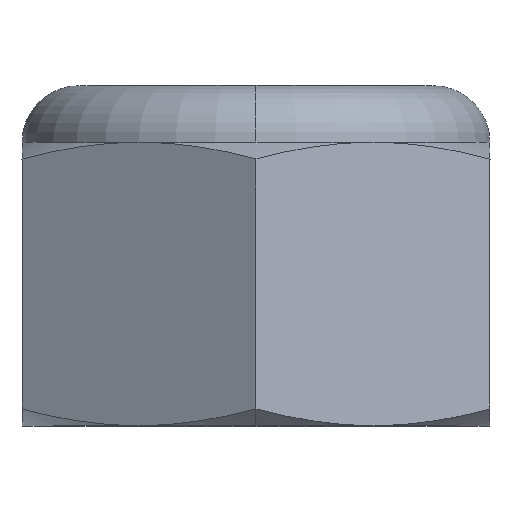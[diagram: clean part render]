
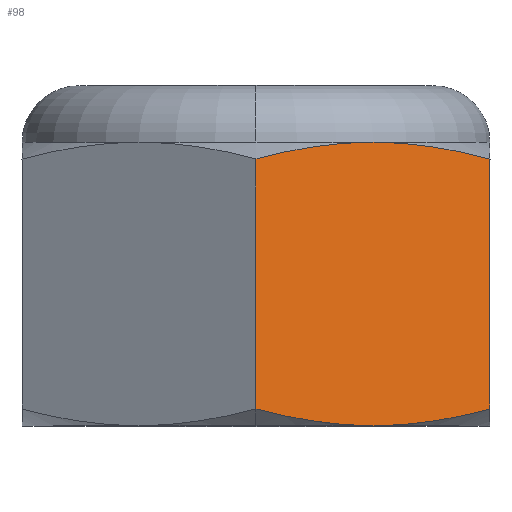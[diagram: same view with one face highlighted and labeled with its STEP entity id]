
A CAD part, top view. The second image highlights one B-rep face of the part: STEP entity #98.
In plain terms, the highlighted planar face has unit normal (0.5, 0, 0.866).
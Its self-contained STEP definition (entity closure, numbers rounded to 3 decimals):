
#80 = VECTOR ( 'NONE', #1761, 1000. ) ;
#98 = ADVANCED_FACE ( 'NONE', ( #3210 ), #443, .F. ) ;
#115 = CARTESIAN_POINT ( 'NONE',  ( 0.91, 0., 2.65 ) ) ;
#161 = VERTEX_POINT ( 'NONE', #3090 ) ;
#236 = CARTESIAN_POINT ( 'NONE',  ( 2.75, 3.135, 1.588 ) ) ;
#259 = CARTESIAN_POINT ( 'NONE',  ( 2.298, 3.257, 1.849 ) ) ;
#289 = ORIENTED_EDGE ( 'NONE', *, *, #1618, .F. ) ;
#330 = VERTEX_POINT ( 'NONE', #1603 ) ;
#443 = PLANE ( 'NONE',  #1412 ) ;
#466 = VERTEX_POINT ( 'NONE', #979 ) ;
#477 = CARTESIAN_POINT ( 'NONE',  ( 1.375, 3.333, 2.382 ) ) ;
#499 = CARTESIAN_POINT ( 'NONE',  ( 1.375, 3.333, 2.382 ) ) ;
#501 = ORIENTED_EDGE ( 'NONE', *, *, #3147, .F. ) ;
#532 = CARTESIAN_POINT ( 'NONE',  ( 1.84, 0., 2.113 ) ) ;
#582 = VERTEX_POINT ( 'NONE', #2972 ) ;
#662 = EDGE_CURVE ( 'NONE', #3085, #1821, #2282, .T. ) ;
#671 = DIRECTION ( 'NONE',  ( -0.5, 0., -0.866 ) ) ;
#740 = CARTESIAN_POINT ( 'NONE',  ( 0.452, 3.257, 2.914 ) ) ;
#876 = ORIENTED_EDGE ( 'NONE', *, *, #1382, .F. ) ;
#878 = CARTESIAN_POINT ( 'NONE',  ( 0.452, 0.077, 2.914 ) ) ;
#979 = CARTESIAN_POINT ( 'NONE',  ( 2.75, 3.135, 1.588 ) ) ;
#1008 = CARTESIAN_POINT ( 'NONE',  ( 1.84, 3.333, 2.113 ) ) ;
#1019 = CARTESIAN_POINT ( 'NONE',  ( 0., 0.198, 3.175 ) ) ;
#1382 = EDGE_CURVE ( 'NONE', #1821, #582, #1832, .T. ) ;
#1412 = AXIS2_PLACEMENT_3D ( 'NONE', #2757, #671, #1445 ) ;
#1444 = EDGE_CURVE ( 'NONE', #161, #330, #2357, .T. ) ;
#1445 = DIRECTION ( 'NONE',  ( -0.866, 0., 0.5 ) ) ;
#1462 = CARTESIAN_POINT ( 'NONE',  ( 0., 4., 3.175 ) ) ;
#1495 = CARTESIAN_POINT ( 'NONE',  ( 0.91, 3.333, 2.65 ) ) ;
#1603 = CARTESIAN_POINT ( 'NONE',  ( 1.375, 0., 2.382 ) ) ;
#1608 = CARTESIAN_POINT ( 'NONE',  ( 2.298, 0.077, 1.849 ) ) ;
#1614 = CARTESIAN_POINT ( 'NONE',  ( 0., 0.198, 3.175 ) ) ;
#1618 = EDGE_CURVE ( 'NONE', #466, #161, #2677, .T. ) ;
#1761 = DIRECTION ( 'NONE',  ( 0., 1., 0. ) ) ;
#1821 = VERTEX_POINT ( 'NONE', #2501 ) ;
#1832 = B_SPLINE_CURVE_WITH_KNOTS ( 'NONE', 3,
 ( #2244, #740, #1495, #499 ),
 .UNSPECIFIED., .F., .F.,
 ( 4, 4 ),
 ( 0., 0.002 ),
 .UNSPECIFIED. ) ;
#2115 = ORIENTED_EDGE ( 'NONE', *, *, #662, .F. ) ;
#2215 = VECTOR ( 'NONE', #2966, 1000. ) ;
#2244 = CARTESIAN_POINT ( 'NONE',  ( 0., 3.135, 3.175 ) ) ;
#2282 = LINE ( 'NONE', #1462, #80 ) ;
#2357 = B_SPLINE_CURVE_WITH_KNOTS ( 'NONE', 3,
 ( #3060, #1608, #532, #2850 ),
 .UNSPECIFIED., .F., .F.,
 ( 4, 4 ),
 ( 0., 0.002 ),
 .UNSPECIFIED. ) ;
#2403 = ORIENTED_EDGE ( 'NONE', *, *, #1444, .F. ) ;
#2501 = CARTESIAN_POINT ( 'NONE',  ( 0., 3.135, 3.175 ) ) ;
#2644 = EDGE_CURVE ( 'NONE', #582, #466, #2832, .T. ) ;
#2661 = CARTESIAN_POINT ( 'NONE',  ( 2.75, 4., 1.588 ) ) ;
#2677 = LINE ( 'NONE', #2661, #2215 ) ;
#2757 = CARTESIAN_POINT ( 'NONE',  ( 0., 4., 3.175 ) ) ;
#2775 = ORIENTED_EDGE ( 'NONE', *, *, #2644, .F. ) ;
#2832 = B_SPLINE_CURVE_WITH_KNOTS ( 'NONE', 3,
 ( #477, #1008, #259, #236 ),
 .UNSPECIFIED., .F., .F.,
 ( 4, 4 ),
 ( 0., 0.002 ),
 .UNSPECIFIED. ) ;
#2850 = CARTESIAN_POINT ( 'NONE',  ( 1.375, 0., 2.382 ) ) ;
#2868 = B_SPLINE_CURVE_WITH_KNOTS ( 'NONE', 3,
 ( #2941, #115, #878, #1614 ),
 .UNSPECIFIED., .F., .F.,
 ( 4, 4 ),
 ( 0., 0.002 ),
 .UNSPECIFIED. ) ;
#2941 = CARTESIAN_POINT ( 'NONE',  ( 1.375, 0., 2.382 ) ) ;
#2966 = DIRECTION ( 'NONE',  ( 0., -1., 0. ) ) ;
#2972 = CARTESIAN_POINT ( 'NONE',  ( 1.375, 3.333, 2.382 ) ) ;
#3060 = CARTESIAN_POINT ( 'NONE',  ( 2.75, 0.198, 1.588 ) ) ;
#3069 = EDGE_LOOP ( 'NONE', ( #876, #2115, #501, #2403, #289, #2775 ) ) ;
#3085 = VERTEX_POINT ( 'NONE', #1019 ) ;
#3090 = CARTESIAN_POINT ( 'NONE',  ( 2.75, 0.198, 1.588 ) ) ;
#3147 = EDGE_CURVE ( 'NONE', #330, #3085, #2868, .T. ) ;
#3210 = FACE_OUTER_BOUND ( 'NONE', #3069, .T. ) ;
